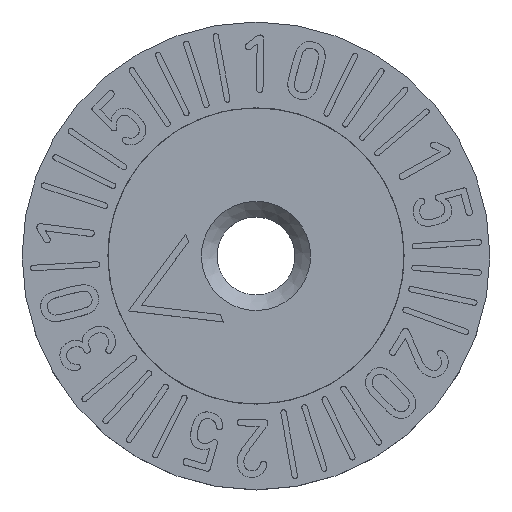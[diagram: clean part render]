
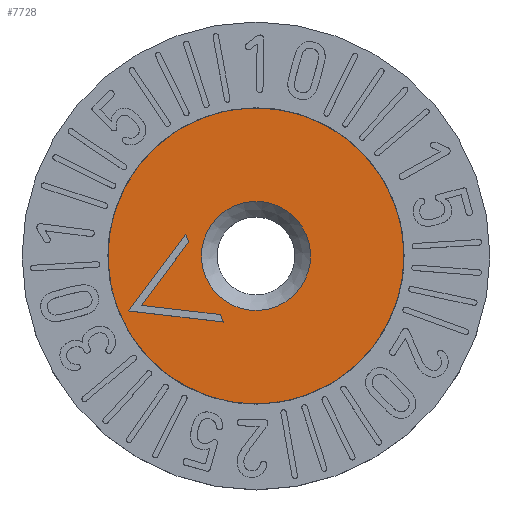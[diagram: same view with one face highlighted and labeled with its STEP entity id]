
A CAD part, top view. The second image highlights one B-rep face of the part: STEP entity #7728.
In plain terms, the highlighted planar face has unit normal (0, 0, 1).
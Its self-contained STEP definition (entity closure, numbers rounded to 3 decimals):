
#46=CIRCLE('',#7948,3.5);
#49=CIRCLE('',#7953,9.5);
#95=FACE_BOUND('',#1813,.T.);
#96=FACE_BOUND('',#1814,.T.);
#1343=FACE_OUTER_BOUND('',#1812,.T.);
#1812=EDGE_LOOP('',(#7142));
#1813=EDGE_LOOP('',(#7143,#7144,#7145,#7146,#7147,#7148));
#1814=EDGE_LOOP('',(#7149));
#2376=LINE('',#14822,#2953);
#2380=LINE('',#14830,#2957);
#2383=LINE('',#14836,#2960);
#2386=LINE('',#14842,#2963);
#2389=LINE('',#14848,#2966);
#2392=LINE('',#14853,#2969);
#2953=VECTOR('',#8824,10.);
#2957=VECTOR('',#8830,10.);
#2960=VECTOR('',#8835,10.);
#2963=VECTOR('',#8840,10.);
#2966=VECTOR('',#8845,10.);
#2969=VECTOR('',#8850,10.);
#3717=VERTEX_POINT('',#14820);
#3718=VERTEX_POINT('',#14821);
#3721=VERTEX_POINT('',#14829);
#3723=VERTEX_POINT('',#14835);
#3725=VERTEX_POINT('',#14841);
#3727=VERTEX_POINT('',#14847);
#3729=VERTEX_POINT('',#14857);
#3732=VERTEX_POINT('',#14867);
#4849=EDGE_CURVE('',#3717,#3718,#2376,.T.);
#4853=EDGE_CURVE('',#3718,#3721,#2380,.T.);
#4856=EDGE_CURVE('',#3721,#3723,#2383,.T.);
#4859=EDGE_CURVE('',#3723,#3725,#2386,.T.);
#4862=EDGE_CURVE('',#3725,#3727,#2389,.T.);
#4865=EDGE_CURVE('',#3727,#3717,#2392,.T.);
#4867=EDGE_CURVE('',#3729,#3729,#46,.T.);
#4872=EDGE_CURVE('',#3732,#3732,#49,.T.);
#7142=ORIENTED_EDGE('',*,*,#4872,.T.);
#7143=ORIENTED_EDGE('',*,*,#4849,.T.);
#7144=ORIENTED_EDGE('',*,*,#4853,.T.);
#7145=ORIENTED_EDGE('',*,*,#4856,.T.);
#7146=ORIENTED_EDGE('',*,*,#4859,.T.);
#7147=ORIENTED_EDGE('',*,*,#4862,.T.);
#7148=ORIENTED_EDGE('',*,*,#4865,.T.);
#7149=ORIENTED_EDGE('',*,*,#4867,.F.);
#7303=PLANE('',#7952);
#7728=ADVANCED_FACE('',(#1343,#95,#96),#7303,.T.);
#7948=AXIS2_PLACEMENT_3D('',#14858,#8856,#8857);
#7952=AXIS2_PLACEMENT_3D('',#14866,#8866,#8867);
#7953=AXIS2_PLACEMENT_3D('',#14868,#8868,#8869);
#8824=DIRECTION('',(-0.001,-1.,0.));
#8830=DIRECTION('',(-0.866,0.501,0.));
#8835=DIRECTION('',(0.866,0.499,0.));
#8840=DIRECTION('',(-0.001,-1.,0.));
#8845=DIRECTION('',(-0.866,-0.499,0.));
#8850=DIRECTION('',(0.866,-0.501,0.));
#8856=DIRECTION('center_axis',(0.,0.,1.));
#8857=DIRECTION('ref_axis',(-1.,0.,0.));
#8866=DIRECTION('center_axis',(0.,0.,1.));
#8867=DIRECTION('ref_axis',(1.,0.,0.));
#8868=DIRECTION('center_axis',(0.,0.,1.));
#8869=DIRECTION('ref_axis',(1.,0.,0.));
#14820=CARTESIAN_POINT('',(-3.603,-2.539,4.8));
#14821=CARTESIAN_POINT('',(-3.604,-3.059,4.8));
#14822=CARTESIAN_POINT('',(-3.603,-1.528,4.8));
#14829=CARTESIAN_POINT('',(-8.899,0.002,4.8));
#14830=CARTESIAN_POINT('',(-5.563,-1.926,4.8));
#14835=CARTESIAN_POINT('',(-3.6,3.057,4.8));
#14836=CARTESIAN_POINT('',(-2.911,3.455,4.8));
#14841=CARTESIAN_POINT('',(-3.6,2.538,4.8));
#14842=CARTESIAN_POINT('',(-3.601,1.27,4.8));
#14847=CARTESIAN_POINT('',(-7.999,0.002,4.8));
#14848=CARTESIAN_POINT('',(-4.998,1.732,4.8));
#14853=CARTESIAN_POINT('',(-2.803,-3.002,4.8));
#14857=CARTESIAN_POINT('',(3.5,0.,4.8));
#14858=CARTESIAN_POINT('Origin',(0.,0.,4.8));
#14866=CARTESIAN_POINT('Origin',(0.,0.,4.8));
#14867=CARTESIAN_POINT('',(-9.5,0.,4.8));
#14868=CARTESIAN_POINT('Origin',(0.,0.,4.8));
